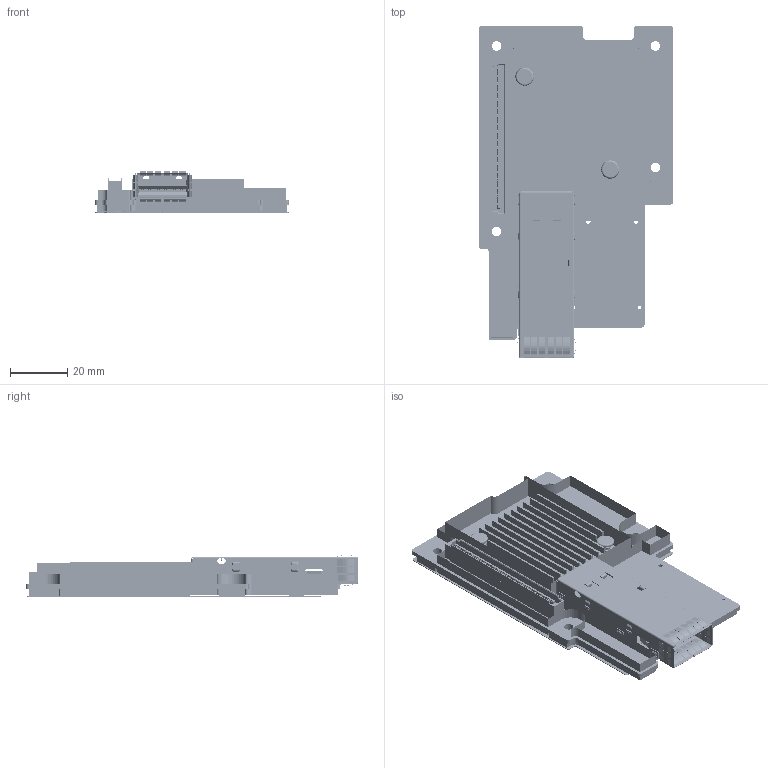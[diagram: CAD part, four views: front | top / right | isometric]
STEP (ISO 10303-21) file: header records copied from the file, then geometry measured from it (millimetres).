
FILE_DESCRIPTION(/* description */ ('CON PCB QSFP RA SMT 38 PIN 0.8MM'),/* implementation_level */ '2;1');
FILE_NAME(/* name */ 'MCX345A-FCPN_A202.stp',/* time_stamp */ '2016-05-01T15:24:28+03:00',/* author */ ('yossin'),/* organization */ (''),/* preprocessor_version */ 'ST-DEVELOPER v16.1',/* originating_system */ 'Autodesk Inventor 2016',/* authorisation */ '');
FILE_SCHEMA (('AUTOMOTIVE_DESIGN { 1 0 10303 214 3 1 1 }'));
Products named in the file (17): CON000523; MLX000012; CON000507; LED000042; LED000015; HSR-50A(N)-13C.; MEC005198_closed; MEC005198; HSK000102; MEC008311; MEC007508; MEC008344; MEC008310; PCB000949; CON000629; SFG001300; SFG001300-DRW
Assembly tree (22 placements, depth 3):
  SFG001300-DRW
    SFG001300
      PCB000949
      CON000629
      CON000523
      MLX000012
      CON000507
      LED000042  x2
      LED000015  x2
    MEC005198  x2
      HSR-50A(N)-13C.
      MEC005198_closed
    HSK000102
    MEC008310
      MEC008311
      MEC007508  x4
      MEC008344
Bounding box: 68 x 116.22 x 14.9 mm (x, y, z)
Volume: 17563.8 mm3; surface area: 49705.3 mm2
Topology: 19 solids, 2412 shells, 6613 faces, 22385 edges, 18824 vertices
Faces by surface type: plane 4359, cylinder 1510, bspline 706, torus 20, sphere 10, cone 8
Full cylindrical faces by diameter (mm): 0.172 x1, 0.5 x576, 0.8 x1, 1.06 x2, 1.2 x1, 1.56 x4, 2.1 x2, 2.8 x2, 3 x2, 3.2 x2, 3.3 x4, 3.7 x4, 3.8 x4, 5 x4, 6.2 x2, 10 x2
Entity records: 258050 total; most frequent: CARTESIAN_POINT 68364, DIRECTION 36026, ORIENTED_EDGE 30125, EDGE_CURVE 21375, VERTEX_POINT 18557, LINE 16978, VECTOR 16978, AXIS2_PLACEMENT_3D 9524
